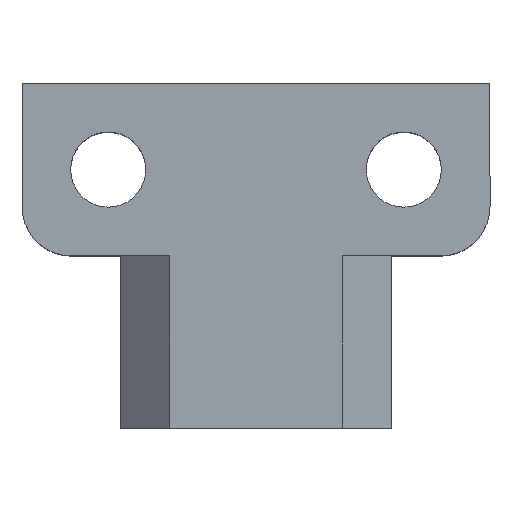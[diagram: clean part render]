
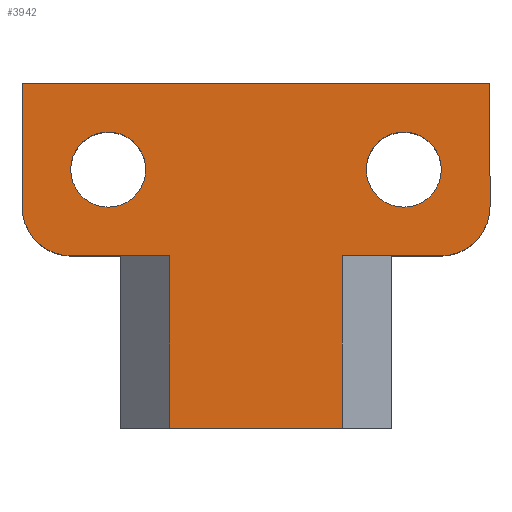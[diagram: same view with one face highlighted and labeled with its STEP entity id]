
A CAD part, top view. The second image highlights one B-rep face of the part: STEP entity #3942.
In plain terms, the highlighted planar face has unit normal (0, 0, 1).
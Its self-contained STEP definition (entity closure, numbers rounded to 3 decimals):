
#236 = CARTESIAN_POINT ( 'NONE',  ( 3.5, -4.766, 10. ) ) ;
#397 = CARTESIAN_POINT ( 'NONE',  ( -9.5, 9.234, 10. ) ) ;
#497 = ORIENTED_EDGE ( 'NONE', *, *, #12107, .F. ) ;
#533 = VECTOR ( 'NONE', #4497, 1000. ) ;
#635 = CARTESIAN_POINT ( 'NONE',  ( -7.5, 4.234, 10. ) ) ;
#1350 = CARTESIAN_POINT ( 'NONE',  ( -3.5, 2.234, 10. ) ) ;
#1365 = CARTESIAN_POINT ( 'NONE',  ( 3.5, 2.234, 10. ) ) ;
#1423 = EDGE_CURVE ( 'NONE', #1691, #8714, #2736, .T. ) ;
#1691 = VERTEX_POINT ( 'NONE', #1365 ) ;
#1807 = CIRCLE ( 'NONE', #14316, 2. ) ;
#1829 = ORIENTED_EDGE ( 'NONE', *, *, #14984, .T. ) ;
#2113 = ORIENTED_EDGE ( 'NONE', *, *, #15800, .T. ) ;
#2606 = VECTOR ( 'NONE', #4354, 1000. ) ;
#2735 = EDGE_CURVE ( 'NONE', #10955, #4570, #9621, .T. ) ;
#2736 = LINE ( 'NONE', #7705, #8565 ) ;
#2759 = VERTEX_POINT ( 'NONE', #11407 ) ;
#2821 = CARTESIAN_POINT ( 'NONE',  ( 9.5, 2.234, 10. ) ) ;
#2837 = AXIS2_PLACEMENT_3D ( 'NONE', #9859, #14826, #14502 ) ;
#3098 = VERTEX_POINT ( 'NONE', #6761 ) ;
#3157 = DIRECTION ( 'NONE',  ( -1., 0., 0. ) ) ;
#3320 = LINE ( 'NONE', #4628, #10155 ) ;
#3325 = DIRECTION ( 'NONE',  ( 0., 0., 1. ) ) ;
#3479 = ORIENTED_EDGE ( 'NONE', *, *, #14695, .T. ) ;
#3918 = CIRCLE ( 'NONE', #13025, 2. ) ;
#3942 = ADVANCED_FACE ( 'NONE', ( #10751, #16054, #4640 ), #4888, .T. ) ;
#4168 = EDGE_LOOP ( 'NONE', ( #13958, #1829, #7451, #15822, #14876, #11875, #3479, #2113, #5758, #11179 ) ) ;
#4224 = DIRECTION ( 'NONE',  ( 1., 0., 0. ) ) ;
#4354 = DIRECTION ( 'NONE',  ( 1., 0., 0. ) ) ;
#4372 = DIRECTION ( 'NONE',  ( 0., 0., 1. ) ) ;
#4382 = VERTEX_POINT ( 'NONE', #6473 ) ;
#4497 = DIRECTION ( 'NONE',  ( 0., -1., 0. ) ) ;
#4570 = VERTEX_POINT ( 'NONE', #9162 ) ;
#4584 = LINE ( 'NONE', #11317, #533 ) ;
#4628 = CARTESIAN_POINT ( 'NONE',  ( -9.5, 2.234, 10. ) ) ;
#4640 = FACE_OUTER_BOUND ( 'NONE', #4168, .T. ) ;
#4817 = ORIENTED_EDGE ( 'NONE', *, *, #6511, .F. ) ;
#4888 = PLANE ( 'NONE',  #2837 ) ;
#5375 = DIRECTION ( 'NONE',  ( 0., 0., 1. ) ) ;
#5534 = VERTEX_POINT ( 'NONE', #8545 ) ;
#5609 = DIRECTION ( 'NONE',  ( 0., 0., 1. ) ) ;
#5758 = ORIENTED_EDGE ( 'NONE', *, *, #15205, .T. ) ;
#5873 = DIRECTION ( 'NONE',  ( 1., 0., 0. ) ) ;
#6258 = CIRCLE ( 'NONE', #14842, 1.525 ) ;
#6473 = CARTESIAN_POINT ( 'NONE',  ( 9.5, 4.234, 10. ) ) ;
#6511 = EDGE_CURVE ( 'NONE', #4570, #10955, #8321, .T. ) ;
#6761 = CARTESIAN_POINT ( 'NONE',  ( -7.525, 5.734, 10. ) ) ;
#6765 = AXIS2_PLACEMENT_3D ( 'NONE', #6833, #3325, #15552 ) ;
#6833 = CARTESIAN_POINT ( 'NONE',  ( -6., 5.734, 10. ) ) ;
#7152 = DIRECTION ( 'NONE',  ( -1., 0., 0. ) ) ;
#7303 = VECTOR ( 'NONE', #11633, 1000. ) ;
#7398 = CARTESIAN_POINT ( 'NONE',  ( 7.5, 2.234, 10. ) ) ;
#7451 = ORIENTED_EDGE ( 'NONE', *, *, #1423, .T. ) ;
#7627 = DIRECTION ( 'NONE',  ( 0., 1., 0. ) ) ;
#7633 = CARTESIAN_POINT ( 'NONE',  ( -3.5, -4.766, 10. ) ) ;
#7705 = CARTESIAN_POINT ( 'NONE',  ( 5.5, 2.234, 10. ) ) ;
#7802 = LINE ( 'NONE', #12776, #7303 ) ;
#7803 = VECTOR ( 'NONE', #3157, 1000. ) ;
#7816 = EDGE_CURVE ( 'NONE', #8714, #4382, #1807, .T. ) ;
#7970 = VERTEX_POINT ( 'NONE', #236 ) ;
#8273 = VERTEX_POINT ( 'NONE', #14336 ) ;
#8321 = CIRCLE ( 'NONE', #13007, 1.525 ) ;
#8545 = CARTESIAN_POINT ( 'NONE',  ( 9.5, 9.234, 10. ) ) ;
#8565 = VECTOR ( 'NONE', #10397, 1000. ) ;
#8614 = EDGE_CURVE ( 'NONE', #3098, #2759, #11954, .T. ) ;
#8714 = VERTEX_POINT ( 'NONE', #7398 ) ;
#8848 = LINE ( 'NONE', #2821, #15615 ) ;
#8954 = CARTESIAN_POINT ( 'NONE',  ( 6., 5.734, 10. ) ) ;
#9162 = CARTESIAN_POINT ( 'NONE',  ( 7.525, 5.734, 10. ) ) ;
#9507 = VERTEX_POINT ( 'NONE', #1350 ) ;
#9521 = DIRECTION ( 'NONE',  ( 1., 0., 0. ) ) ;
#9621 = CIRCLE ( 'NONE', #15338, 1.525 ) ;
#9730 = EDGE_CURVE ( 'NONE', #4382, #5534, #8848, .T. ) ;
#9790 = CARTESIAN_POINT ( 'NONE',  ( -6., 5.734, 10. ) ) ;
#9859 = CARTESIAN_POINT ( 'NONE',  ( 0., 0., 10. ) ) ;
#10009 = DIRECTION ( 'NONE',  ( 0., -1., 0. ) ) ;
#10155 = VECTOR ( 'NONE', #9521, 1000. ) ;
#10177 = CARTESIAN_POINT ( 'NONE',  ( 7.5, 4.234, 10. ) ) ;
#10199 = VERTEX_POINT ( 'NONE', #12927 ) ;
#10360 = ORIENTED_EDGE ( 'NONE', *, *, #8614, .F. ) ;
#10397 = DIRECTION ( 'NONE',  ( 1., 0., 0. ) ) ;
#10549 = LINE ( 'NONE', #15526, #2606 ) ;
#10573 = DIRECTION ( 'NONE',  ( 1., 0., 0. ) ) ;
#10751 = FACE_BOUND ( 'NONE', #13488, .T. ) ;
#10955 = VERTEX_POINT ( 'NONE', #14962 ) ;
#11179 = ORIENTED_EDGE ( 'NONE', *, *, #12900, .T. ) ;
#11234 = LINE ( 'NONE', #7633, #11965 ) ;
#11317 = CARTESIAN_POINT ( 'NONE',  ( -9.5, 9.234, 10. ) ) ;
#11407 = CARTESIAN_POINT ( 'NONE',  ( -4.475, 5.734, 10. ) ) ;
#11590 = EDGE_CURVE ( 'NONE', #11974, #7970, #10549, .T. ) ;
#11633 = DIRECTION ( 'NONE',  ( 0., 1., 0. ) ) ;
#11875 = ORIENTED_EDGE ( 'NONE', *, *, #15289, .T. ) ;
#11954 = CIRCLE ( 'NONE', #6765, 1.525 ) ;
#11965 = VECTOR ( 'NONE', #10009, 1000. ) ;
#11974 = VERTEX_POINT ( 'NONE', #12300 ) ;
#12030 = CARTESIAN_POINT ( 'NONE',  ( 6., 5.734, 10. ) ) ;
#12107 = EDGE_CURVE ( 'NONE', #2759, #3098, #6258, .T. ) ;
#12300 = CARTESIAN_POINT ( 'NONE',  ( -3.5, -4.766, 10. ) ) ;
#12530 = DIRECTION ( 'NONE',  ( 0., 0., 1. ) ) ;
#12776 = CARTESIAN_POINT ( 'NONE',  ( 3.5, 2.234, 10. ) ) ;
#12900 = EDGE_CURVE ( 'NONE', #9507, #11974, #11234, .T. ) ;
#12927 = CARTESIAN_POINT ( 'NONE',  ( -9.5, 4.234, 10. ) ) ;
#12942 = ORIENTED_EDGE ( 'NONE', *, *, #2735, .F. ) ;
#13007 = AXIS2_PLACEMENT_3D ( 'NONE', #12030, #4372, #7152 ) ;
#13025 = AXIS2_PLACEMENT_3D ( 'NONE', #635, #5609, #10573 ) ;
#13292 = DIRECTION ( 'NONE',  ( 0., 0., 1. ) ) ;
#13356 = CARTESIAN_POINT ( 'NONE',  ( 9.5, 9.234, 10. ) ) ;
#13488 = EDGE_LOOP ( 'NONE', ( #497, #10360 ) ) ;
#13624 = EDGE_LOOP ( 'NONE', ( #4817, #12942 ) ) ;
#13943 = DIRECTION ( 'NONE',  ( -1., 0., 0. ) ) ;
#13958 = ORIENTED_EDGE ( 'NONE', *, *, #11590, .T. ) ;
#14316 = AXIS2_PLACEMENT_3D ( 'NONE', #10177, #12530, #4224 ) ;
#14336 = CARTESIAN_POINT ( 'NONE',  ( -7.5, 2.234, 10. ) ) ;
#14353 = VERTEX_POINT ( 'NONE', #397 ) ;
#14502 = DIRECTION ( 'NONE',  ( 1., 0., 0. ) ) ;
#14695 = EDGE_CURVE ( 'NONE', #14353, #10199, #4584, .T. ) ;
#14826 = DIRECTION ( 'NONE',  ( 0., 0., 1. ) ) ;
#14842 = AXIS2_PLACEMENT_3D ( 'NONE', #9790, #13292, #5873 ) ;
#14876 = ORIENTED_EDGE ( 'NONE', *, *, #9730, .T. ) ;
#14962 = CARTESIAN_POINT ( 'NONE',  ( 4.475, 5.734, 10. ) ) ;
#14984 = EDGE_CURVE ( 'NONE', #7970, #1691, #7802, .T. ) ;
#15205 = EDGE_CURVE ( 'NONE', #8273, #9507, #3320, .T. ) ;
#15289 = EDGE_CURVE ( 'NONE', #5534, #14353, #15713, .T. ) ;
#15338 = AXIS2_PLACEMENT_3D ( 'NONE', #8954, #5375, #13943 ) ;
#15526 = CARTESIAN_POINT ( 'NONE',  ( -5.5, -4.766, 10. ) ) ;
#15552 = DIRECTION ( 'NONE',  ( 1., 0., 0. ) ) ;
#15615 = VECTOR ( 'NONE', #7627, 1000. ) ;
#15713 = LINE ( 'NONE', #13356, #7803 ) ;
#15800 = EDGE_CURVE ( 'NONE', #10199, #8273, #3918, .T. ) ;
#15822 = ORIENTED_EDGE ( 'NONE', *, *, #7816, .T. ) ;
#16054 = FACE_BOUND ( 'NONE', #13624, .T. ) ;
